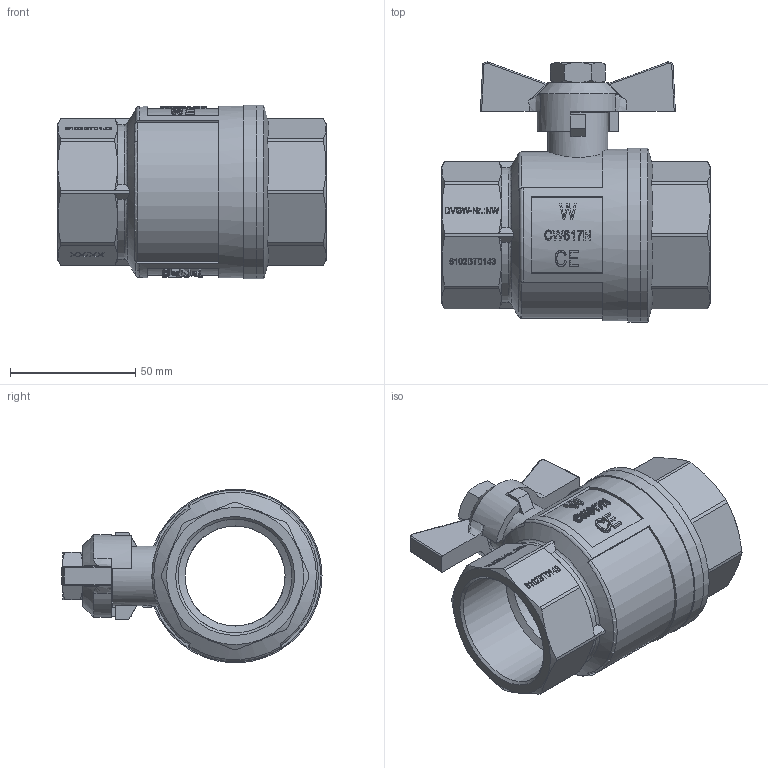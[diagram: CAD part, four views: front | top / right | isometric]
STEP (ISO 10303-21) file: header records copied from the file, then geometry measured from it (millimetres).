
FILE_DESCRIPTION(/* description */ ('Unknown'),/* implementation_level */ '2;1');
FILE_NAME(/* name */ '753-08',/* time_stamp */ '2022-07-26T11:48:44+02:00',/* author */ ('Unknown'),/* organization */ ('Unknown'),/* preprocessor_version */ 'ST-DEVELOPER v16.7',/* originating_system */ 'Solid Edge',/* authorisation */ 'Unknown');
FILE_SCHEMA (('AUTOMOTIVE_DESIGN {1 0 10303 214 3 1 1}'));
Length unit declared in the file: millimetre
Products named in the file (12): 753-08; Spindel-co; 600-1_1_2-O-Ring; 600-1_1_2-Spindel; 600-1_1_2-Spindeldichtung; 600-1_1_2-stopfbuchse; Kugeldichtung.1; Kvrper; Einschraubteil1; Kugel; Flügelgriff 1_1_4 - 1 1_2; 600-1_1_2-Mutter-fl.g.
Assembly tree (12 placements, depth 3):
  753-08
    Spindel-co
      600-1_1_2-O-Ring
      600-1_1_2-Spindel
      600-1_1_2-Spindeldichtung
      600-1_1_2-stopfbuchse
    Kugeldichtung.1  x2
    Kvrper
    Einschraubteil1
    Kugel
    Flügelgriff 1_1_4 - 1 1_2
    600-1_1_2-Mutter-fl.g.
Bounding box: 107.5 x 103.97 x 69.5 mm (x, y, z)
Volume: 156353.8 mm3; surface area: 94502.5 mm2
Topology: 11 solids, 11 shells, 1766 faces, 4903 edges, 3246 vertices
Faces by surface type: plane 1559, cylinder 114, cone 51, bspline 18, torus 12, sphere 12
Full cylindrical faces by diameter (mm): 10.2 x1, 10.8 x1, 12 x1, 14 x2, 14.1 x2, 14.5 x1, 15 x1, 16 x1, 18 x1, 18.3 x1, 18.38 x1, 18.398 x1, 20 x1, 24 x1, 26 x1, 30 x1, 40 x5, 43 x1, 45.494 x2, 52 x4, 61 x1, 63 x1, 63.5 x2, 68.5 x1, 69.5 x2
Entity records: 62215 total; most frequent: CARTESIAN_POINT 16312, ORIENTED_EDGE 9590, DIRECTION 9422, EDGE_CURVE 4795, LINE 3358, VECTOR 3358, VERTEX_POINT 3220, AXIS2_PLACEMENT_3D 3032
